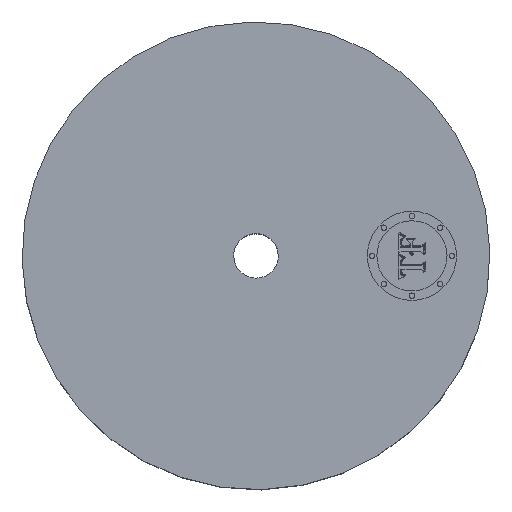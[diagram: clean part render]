
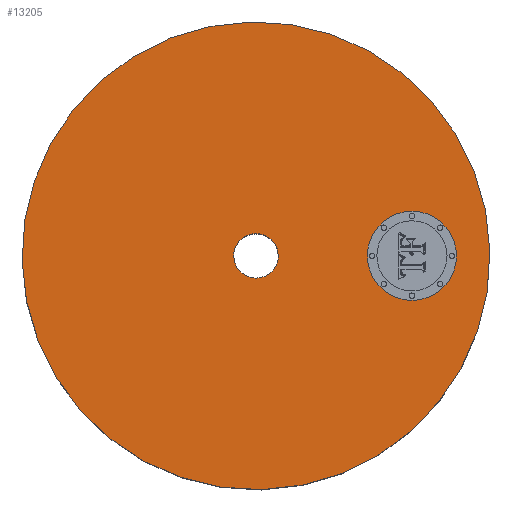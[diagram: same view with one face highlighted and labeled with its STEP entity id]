
A CAD part, top view. The second image highlights one B-rep face of the part: STEP entity #13205.
In plain terms, the highlighted planar face has unit normal (0, 0, 1).
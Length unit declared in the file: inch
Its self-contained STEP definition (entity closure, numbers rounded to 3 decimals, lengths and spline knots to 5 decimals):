
#3380=AXIS2_PLACEMENT_3D('Circle Axis2P3D',#3378,#3379,$) ;
#3399=AXIS2_PLACEMENT_3D('Circle Axis2P3D',#3397,#3398,$) ;
#3907=AXIS2_PLACEMENT_3D('Circle Axis2P3D',#3905,#3906,$) ;
#3933=AXIS2_PLACEMENT_3D('Circle Axis2P3D',#3931,#3932,$) ;
#13177=AXIS2_PLACEMENT_3D('Plane Axis2P3D',#13174,#13175,#13176) ;
#13189=AXIS2_PLACEMENT_3D('Circle Axis2P3D',#13187,#13188,$) ;
#13198=AXIS2_PLACEMENT_3D('Circle Axis2P3D',#13196,#13197,$) ;
#3375=CARTESIAN_POINT('Vertex',(-1.25849,-2.30365,2.)) ;
#3378=CARTESIAN_POINT('Axis2P3D Location',(0.,0.,2.)) ;
#3382=CARTESIAN_POINT('Vertex',(1.25849,2.30365,2.)) ;
#3397=CARTESIAN_POINT('Axis2P3D Location',(0.,0.,2.)) ;
#3905=CARTESIAN_POINT('Axis2P3D Location',(0.,0.,2.)) ;
#3909=CARTESIAN_POINT('Vertex',(0.11986,0.2194,2.)) ;
#3911=CARTESIAN_POINT('Vertex',(-0.11986,-0.2194,2.)) ;
#3931=CARTESIAN_POINT('Axis2P3D Location',(0.,0.,2.)) ;
#13174=CARTESIAN_POINT('Axis2P3D Location',(0.,0.25,2.)) ;
#13187=CARTESIAN_POINT('Axis2P3D Location',(1.75,0.,2.)) ;
#13191=CARTESIAN_POINT('Vertex',(1.75,-0.5,2.)) ;
#13193=CARTESIAN_POINT('Vertex',(1.75,0.5,2.)) ;
#13196=CARTESIAN_POINT('Axis2P3D Location',(1.75,0.,2.)) ;
#3379=DIRECTION('Axis2P3D Direction',(0.,0.,-0.039)) ;
#3398=DIRECTION('Axis2P3D Direction',(0.,0.,-0.039)) ;
#3906=DIRECTION('Axis2P3D Direction',(0.,0.,-0.039)) ;
#3932=DIRECTION('Axis2P3D Direction',(0.,0.,-0.039)) ;
#13175=DIRECTION('Axis2P3D Direction',(0.,0.,-0.039)) ;
#13176=DIRECTION('Axis2P3D XDirection',(0.039,0.,0.)) ;
#13188=DIRECTION('Axis2P3D Direction',(0.,0.,-0.039)) ;
#13197=DIRECTION('Axis2P3D Direction',(0.,0.,-0.039)) ;
#13180=ORIENTED_EDGE('',*,*,#3401,.F.) ;
#13181=ORIENTED_EDGE('',*,*,#3384,.F.) ;
#13184=ORIENTED_EDGE('',*,*,#3935,.T.) ;
#13185=ORIENTED_EDGE('',*,*,#3913,.T.) ;
#13202=ORIENTED_EDGE('',*,*,#13195,.F.) ;
#13203=ORIENTED_EDGE('',*,*,#13200,.F.) ;
#13186=FACE_BOUND('',#13183,.T.) ;
#13204=FACE_BOUND('',#13201,.T.) ;
#13205=ADVANCED_FACE('PartBody',(#13182,#13186,#13204),#13178,.F.) ;
#3381=CIRCLE('generated circle',#3380,2.625) ;
#3400=CIRCLE('generated circle',#3399,2.625) ;
#3908=CIRCLE('generated circle',#3907,0.25) ;
#3934=CIRCLE('generated circle',#3933,0.25) ;
#13190=CIRCLE('generated circle',#13189,0.5) ;
#13199=CIRCLE('generated circle',#13198,0.5) ;
#3384=EDGE_CURVE('',#3376,#3383,#3381,.T.) ;
#3401=EDGE_CURVE('',#3383,#3376,#3400,.T.) ;
#3913=EDGE_CURVE('',#3910,#3912,#3908,.T.) ;
#3935=EDGE_CURVE('',#3912,#3910,#3934,.T.) ;
#13195=EDGE_CURVE('',#13192,#13194,#13190,.F.) ;
#13200=EDGE_CURVE('',#13194,#13192,#13199,.F.) ;
#13179=EDGE_LOOP('',(#13180,#13181)) ;
#13183=EDGE_LOOP('',(#13184,#13185)) ;
#13201=EDGE_LOOP('',(#13202,#13203)) ;
#13182=FACE_OUTER_BOUND('',#13179,.T.) ;
#13178=PLANE('',#13177) ;
#3376=VERTEX_POINT('',#3375) ;
#3383=VERTEX_POINT('',#3382) ;
#3910=VERTEX_POINT('',#3909) ;
#3912=VERTEX_POINT('',#3911) ;
#13192=VERTEX_POINT('',#13191) ;
#13194=VERTEX_POINT('',#13193) ;
